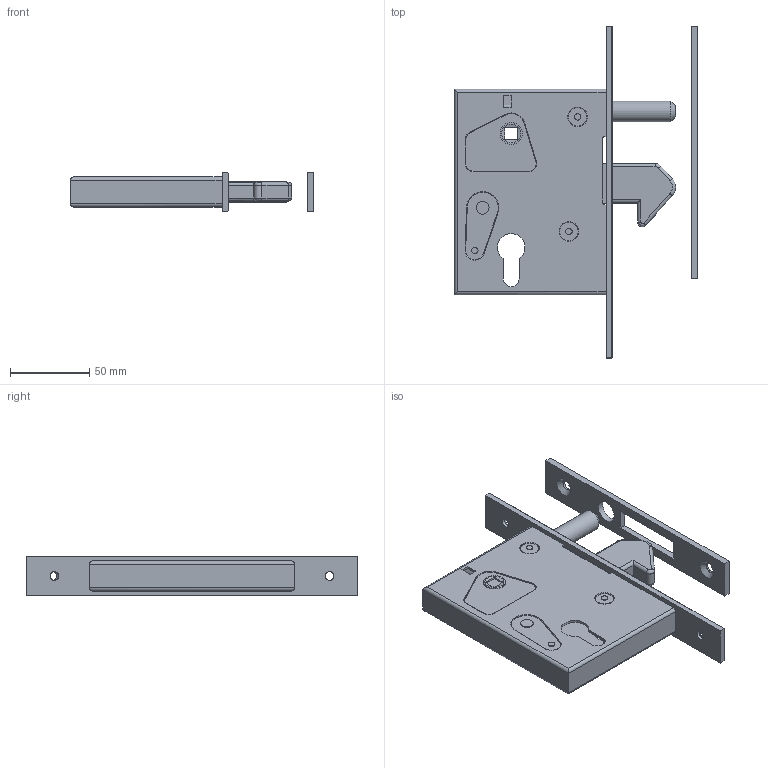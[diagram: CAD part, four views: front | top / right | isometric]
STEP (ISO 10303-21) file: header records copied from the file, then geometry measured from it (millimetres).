
FILE_DESCRIPTION(/* description */ (''),/* implementation_level */ '2;1');
FILE_NAME(/* name */ '955.stp',/* time_stamp */ '2019-08-13T14:50:18+02:00',/* author */ ('MARC'),/* organization */ (''),/* preprocessor_version */ 'ST-DEVELOPER v17.2',/* originating_system */ 'Autodesk Inventor 2019',/* authorisation */ '');
FILE_SCHEMA (('AUTOMOTIVE_DESIGN { 1 0 10303 214 3 1 1 }'));
Length unit declared in the file: millimetre
Products named in the file (3): 955; 0954; 955 gâche
Assembly tree (2 placements, depth 2):
  955
    0954
    955 gâche
Bounding box: 154 x 210 x 25 mm (x, y, z)
Volume: 91840.3 mm3; surface area: 91084.7 mm2
Topology: 10 solids, 10 shells, 252 faces, 605 edges, 386 vertices
Faces by surface type: plane 127, cylinder 85, torus 28, cone 10, bspline 2
Full cylindrical faces by diameter (mm): 4 x6, 5 x1, 5.5 x2, 6.5 x2, 8 x2, 12 x4, 13 x1, 14 x3
Entity records: 7513 total; most frequent: DIRECTION 1333, CARTESIAN_POINT 1308, ORIENTED_EDGE 1210, EDGE_CURVE 605, AXIS2_PLACEMENT_3D 489, VERTEX_POINT 386, LINE 355, VECTOR 355
